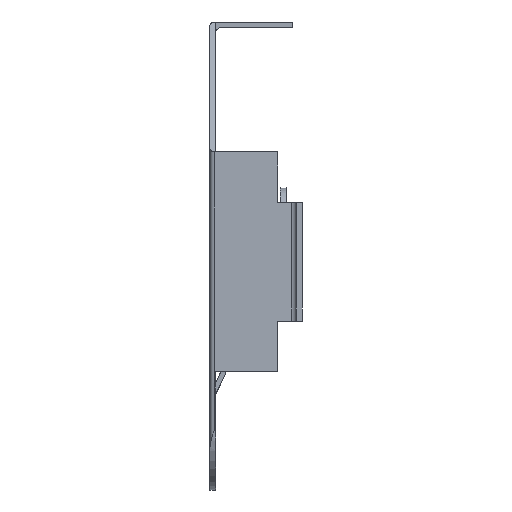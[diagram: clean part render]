
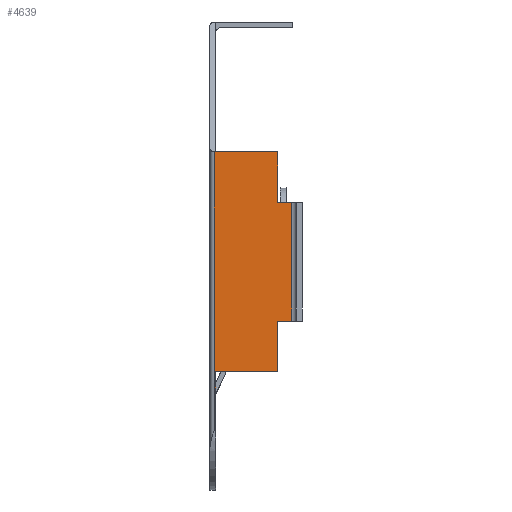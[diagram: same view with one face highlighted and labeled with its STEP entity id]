
A CAD part, left-side view. The second image highlights one B-rep face of the part: STEP entity #4639.
In plain terms, the highlighted planar face has unit normal (-1, 0, 0).
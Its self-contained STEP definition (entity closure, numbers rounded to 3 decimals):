
#78 = VERTEX_POINT ( 'NONE', #370 ) ;
#120 = DIRECTION ( 'NONE',  ( 0., -1., 0. ) ) ;
#136 = DIRECTION ( 'NONE',  ( 0., 0., 1. ) ) ;
#215 = CARTESIAN_POINT ( 'NONE',  ( -10.541, 0.454, 2.54 ) ) ;
#271 = DIRECTION ( 'NONE',  ( 0., -1., 0. ) ) ;
#290 = LINE ( 'NONE', #693, #2553 ) ;
#314 = LINE ( 'NONE', #1404, #3651 ) ;
#368 = CARTESIAN_POINT ( 'NONE',  ( -10.541, 3.708, 4.712 ) ) ;
#370 = CARTESIAN_POINT ( 'NONE',  ( -10.541, 1.041, -4.712 ) ) ;
#371 = ORIENTED_EDGE ( 'NONE', *, *, #3746, .T. ) ;
#398 = ORIENTED_EDGE ( 'NONE', *, *, #3447, .T. ) ;
#467 = DIRECTION ( 'NONE',  ( 0., 0., 1. ) ) ;
#504 = DIRECTION ( 'NONE',  ( 0., -1., 0. ) ) ;
#529 = CARTESIAN_POINT ( 'NONE',  ( -10.541, 3.708, -4.712 ) ) ;
#628 = CARTESIAN_POINT ( 'NONE',  ( -10.541, 1.041, 2.54 ) ) ;
#636 = CARTESIAN_POINT ( 'NONE',  ( -10.541, 3.762, -4.712 ) ) ;
#646 = VERTEX_POINT ( 'NONE', #2080 ) ;
#650 = ORIENTED_EDGE ( 'NONE', *, *, #3796, .F. ) ;
#693 = CARTESIAN_POINT ( 'NONE',  ( -10.541, 1.041, -4.712 ) ) ;
#713 = CARTESIAN_POINT ( 'NONE',  ( -10.541, 3.762, 4.712 ) ) ;
#745 = EDGE_CURVE ( 'NONE', #1449, #1512, #3215, .T. ) ;
#763 = CARTESIAN_POINT ( 'NONE',  ( -10.541, 1.041, -2.54 ) ) ;
#874 = VERTEX_POINT ( 'NONE', #2291 ) ;
#910 = CARTESIAN_POINT ( 'NONE',  ( -10.541, 0.454, 2.54 ) ) ;
#942 = LINE ( 'NONE', #3596, #4200 ) ;
#1074 = CARTESIAN_POINT ( 'NONE',  ( -10.541, 3.962, 4.712 ) ) ;
#1132 = DIRECTION ( 'NONE',  ( 0., 0., -1. ) ) ;
#1138 = VECTOR ( 'NONE', #136, 1000. ) ;
#1143 = ORIENTED_EDGE ( 'NONE', *, *, #1414, .T. ) ;
#1215 = EDGE_LOOP ( 'NONE', ( #4655, #4240, #2350, #3666, #3990, #398, #371, #3553, #3757, #1143, #650 ) ) ;
#1288 = EDGE_CURVE ( 'NONE', #3716, #4576, #3513, .T. ) ;
#1376 = VECTOR ( 'NONE', #467, 1000. ) ;
#1384 = CARTESIAN_POINT ( 'NONE',  ( -10.541, 3.708, -7.239 ) ) ;
#1404 = CARTESIAN_POINT ( 'NONE',  ( -10.541, 1.041, -2.54 ) ) ;
#1414 = EDGE_CURVE ( 'NONE', #2191, #874, #290, .T. ) ;
#1426 = FACE_OUTER_BOUND ( 'NONE', #1215, .T. ) ;
#1433 = LINE ( 'NONE', #1074, #1695 ) ;
#1449 = VERTEX_POINT ( 'NONE', #713 ) ;
#1462 = DIRECTION ( 'NONE',  ( 0., -1., 0. ) ) ;
#1484 = CARTESIAN_POINT ( 'NONE',  ( -10.541, 1.041, -4.712 ) ) ;
#1489 = DIRECTION ( 'NONE',  ( 0., 0., 1. ) ) ;
#1512 = VERTEX_POINT ( 'NONE', #3367 ) ;
#1602 = VERTEX_POINT ( 'NONE', #763 ) ;
#1695 = VECTOR ( 'NONE', #1462, 1000. ) ;
#1729 = LINE ( 'NONE', #628, #3273 ) ;
#2038 = CARTESIAN_POINT ( 'NONE',  ( -10.541, 3.708, 4.712 ) ) ;
#2080 = CARTESIAN_POINT ( 'NONE',  ( -10.541, 3.708, -4.712 ) ) ;
#2191 = VERTEX_POINT ( 'NONE', #4100 ) ;
#2291 = CARTESIAN_POINT ( 'NONE',  ( -10.541, 1.041, 4.712 ) ) ;
#2350 = ORIENTED_EDGE ( 'NONE', *, *, #4343, .T. ) ;
#2414 = LINE ( 'NONE', #529, #3257 ) ;
#2436 = DIRECTION ( 'NONE',  ( 0., -1., 0. ) ) ;
#2553 = VECTOR ( 'NONE', #3661, 1000. ) ;
#2565 = DIRECTION ( 'NONE',  ( 1., 0., 0. ) ) ;
#2847 = EDGE_CURVE ( 'NONE', #646, #78, #2414, .T. ) ;
#2958 = PLANE ( 'NONE',  #4437 ) ;
#2983 = LINE ( 'NONE', #368, #4189 ) ;
#3102 = VECTOR ( 'NONE', #1489, 1000. ) ;
#3163 = VERTEX_POINT ( 'NONE', #2038 ) ;
#3215 = LINE ( 'NONE', #636, #3939 ) ;
#3257 = VECTOR ( 'NONE', #504, 1000. ) ;
#3273 = VECTOR ( 'NONE', #120, 1000. ) ;
#3360 = LINE ( 'NONE', #4434, #3102 ) ;
#3367 = CARTESIAN_POINT ( 'NONE',  ( -10.541, 3.762, -7.239 ) ) ;
#3447 = EDGE_CURVE ( 'NONE', #78, #1602, #3828, .T. ) ;
#3513 = LINE ( 'NONE', #910, #1138 ) ;
#3553 = ORIENTED_EDGE ( 'NONE', *, *, #1288, .T. ) ;
#3596 = CARTESIAN_POINT ( 'NONE',  ( -10.541, 3.962, -7.239 ) ) ;
#3625 = DIRECTION ( 'NONE',  ( 0., 0., -1. ) ) ;
#3651 = VECTOR ( 'NONE', #271, 1000. ) ;
#3661 = DIRECTION ( 'NONE',  ( 0., 0., 1. ) ) ;
#3666 = ORIENTED_EDGE ( 'NONE', *, *, #4019, .T. ) ;
#3699 = VERTEX_POINT ( 'NONE', #1384 ) ;
#3716 = VERTEX_POINT ( 'NONE', #4393 ) ;
#3746 = EDGE_CURVE ( 'NONE', #1602, #3716, #314, .T. ) ;
#3757 = ORIENTED_EDGE ( 'NONE', *, *, #4351, .F. ) ;
#3796 = EDGE_CURVE ( 'NONE', #3163, #874, #2983, .T. ) ;
#3828 = LINE ( 'NONE', #1484, #1376 ) ;
#3939 = VECTOR ( 'NONE', #3625, 1000. ) ;
#3990 = ORIENTED_EDGE ( 'NONE', *, *, #2847, .T. ) ;
#4019 = EDGE_CURVE ( 'NONE', #3699, #646, #3360, .T. ) ;
#4100 = CARTESIAN_POINT ( 'NONE',  ( -10.541, 1.041, 2.54 ) ) ;
#4189 = VECTOR ( 'NONE', #4534, 1000. ) ;
#4200 = VECTOR ( 'NONE', #2436, 1000. ) ;
#4240 = ORIENTED_EDGE ( 'NONE', *, *, #745, .T. ) ;
#4343 = EDGE_CURVE ( 'NONE', #1512, #3699, #942, .T. ) ;
#4351 = EDGE_CURVE ( 'NONE', #2191, #4576, #1729, .T. ) ;
#4393 = CARTESIAN_POINT ( 'NONE',  ( -10.541, 0.454, -2.54 ) ) ;
#4434 = CARTESIAN_POINT ( 'NONE',  ( -10.541, 3.708, -4.712 ) ) ;
#4437 = AXIS2_PLACEMENT_3D ( 'NONE', #4462, #2565, #1132 ) ;
#4443 = EDGE_CURVE ( 'NONE', #1449, #3163, #1433, .T. ) ;
#4462 = CARTESIAN_POINT ( 'NONE',  ( -10.541, 3.962, -4.712 ) ) ;
#4534 = DIRECTION ( 'NONE',  ( 0., -1., 0. ) ) ;
#4576 = VERTEX_POINT ( 'NONE', #215 ) ;
#4639 = ADVANCED_FACE ( 'NONE', ( #1426 ), #2958, .F. ) ;
#4655 = ORIENTED_EDGE ( 'NONE', *, *, #4443, .F. ) ;
